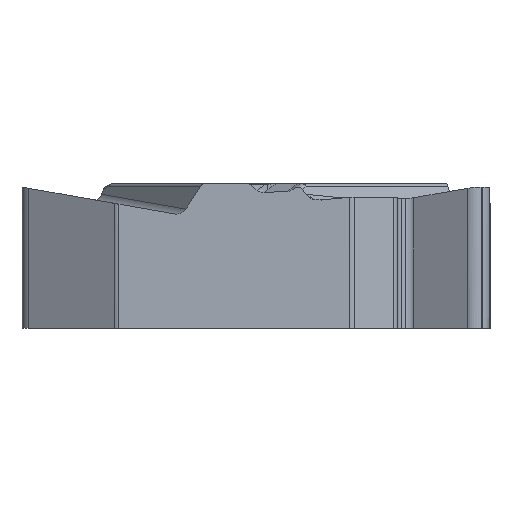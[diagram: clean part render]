
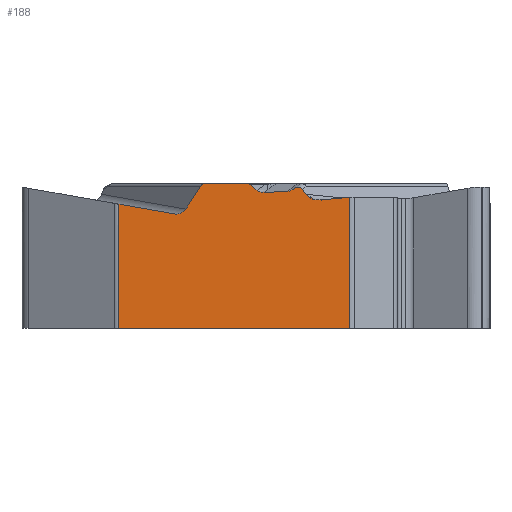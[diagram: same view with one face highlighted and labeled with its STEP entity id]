
A CAD part, left-side view. The second image highlights one B-rep face of the part: STEP entity #188.
In plain terms, the highlighted planar face has unit normal (-1, 0, 0).
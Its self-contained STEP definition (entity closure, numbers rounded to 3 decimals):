
#188=ADVANCED_FACE('',(#338),#300,.F.);
#300=PLANE('',#2084);
#338=FACE_OUTER_BOUND('',#444,.T.);
#444=EDGE_LOOP('',(#899,#900,#901,#902,#903,#904,#905,#906,#907,#908,#909,
#910,#911,#912,#913,#914,#915,#916,#917,#918,#919));
#571=LINE('',#3285,#726);
#572=LINE('',#3288,#727);
#573=LINE('',#3290,#728);
#574=LINE('',#3304,#729);
#575=LINE('',#3335,#730);
#576=LINE('',#3351,#731);
#577=LINE('',#3355,#732);
#578=LINE('',#3359,#733);
#579=LINE('',#3363,#734);
#580=LINE('',#3365,#735);
#726=VECTOR('',#2292,1.);
#727=VECTOR('',#2293,1.);
#728=VECTOR('',#2294,1.);
#729=VECTOR('',#2299,1.);
#730=VECTOR('',#2302,1.);
#731=VECTOR('',#2303,1.);
#732=VECTOR('',#2306,1.);
#733=VECTOR('',#2309,1.);
#734=VECTOR('',#2312,1.);
#735=VECTOR('',#2313,1.);
#899=ORIENTED_EDGE('',*,*,#1681,.T.);
#900=ORIENTED_EDGE('',*,*,#1682,.T.);
#901=ORIENTED_EDGE('',*,*,#1683,.F.);
#902=ORIENTED_EDGE('',*,*,#1684,.T.);
#903=ORIENTED_EDGE('',*,*,#1685,.T.);
#904=ORIENTED_EDGE('',*,*,#1686,.T.);
#905=ORIENTED_EDGE('',*,*,#1687,.F.);
#906=ORIENTED_EDGE('',*,*,#1688,.F.);
#907=ORIENTED_EDGE('',*,*,#1689,.F.);
#908=ORIENTED_EDGE('',*,*,#1690,.F.);
#909=ORIENTED_EDGE('',*,*,#1691,.F.);
#910=ORIENTED_EDGE('',*,*,#1692,.F.);
#911=ORIENTED_EDGE('',*,*,#1693,.F.);
#912=ORIENTED_EDGE('',*,*,#1694,.F.);
#913=ORIENTED_EDGE('',*,*,#1695,.F.);
#914=ORIENTED_EDGE('',*,*,#1696,.F.);
#915=ORIENTED_EDGE('',*,*,#1697,.F.);
#916=ORIENTED_EDGE('',*,*,#1698,.F.);
#917=ORIENTED_EDGE('',*,*,#1699,.T.);
#918=ORIENTED_EDGE('',*,*,#1700,.F.);
#919=ORIENTED_EDGE('',*,*,#1701,.T.);
#1491=VERTEX_POINT('',#3286);
#1492=VERTEX_POINT('',#3287);
#1493=VERTEX_POINT('',#3289);
#1494=VERTEX_POINT('',#3291);
#1495=VERTEX_POINT('',#3293);
#1496=VERTEX_POINT('',#3301);
#1497=VERTEX_POINT('',#3303);
#1498=VERTEX_POINT('',#3305);
#1499=VERTEX_POINT('',#3307);
#1500=VERTEX_POINT('',#3312);
#1501=VERTEX_POINT('',#3320);
#1502=VERTEX_POINT('',#3334);
#1503=VERTEX_POINT('',#3336);
#1504=VERTEX_POINT('',#3350);
#1505=VERTEX_POINT('',#3352);
#1506=VERTEX_POINT('',#3354);
#1507=VERTEX_POINT('',#3356);
#1508=VERTEX_POINT('',#3358);
#1509=VERTEX_POINT('',#3360);
#1510=VERTEX_POINT('',#3362);
#1511=VERTEX_POINT('',#3364);
#1681=EDGE_CURVE('',#1491,#1492,#571,.T.);
#1682=EDGE_CURVE('',#1492,#1493,#572,.T.);
#1683=EDGE_CURVE('',#1494,#1493,#573,.T.);
#1684=EDGE_CURVE('',#1494,#1495,#1963,.T.);
#1685=EDGE_CURVE('',#1495,#1496,#2010,.T.);
#1686=EDGE_CURVE('',#1496,#1497,#1964,.T.);
#1687=EDGE_CURVE('',#1498,#1497,#574,.T.);
#1688=EDGE_CURVE('',#1499,#1498,#1965,.T.);
#1689=EDGE_CURVE('',#1500,#1499,#2011,.T.);
#1690=EDGE_CURVE('',#1501,#1500,#2012,.T.);
#1691=EDGE_CURVE('',#1502,#1501,#2013,.T.);
#1692=EDGE_CURVE('',#1503,#1502,#575,.T.);
#1693=EDGE_CURVE('',#1504,#1503,#2014,.T.);
#1694=EDGE_CURVE('',#1505,#1504,#576,.T.);
#1695=EDGE_CURVE('',#1506,#1505,#1966,.T.);
#1696=EDGE_CURVE('',#1507,#1506,#577,.T.);
#1697=EDGE_CURVE('',#1508,#1507,#1967,.T.);
#1698=EDGE_CURVE('',#1509,#1508,#578,.T.);
#1699=EDGE_CURVE('',#1509,#1510,#1968,.T.);
#1700=EDGE_CURVE('',#1511,#1510,#579,.T.);
#1701=EDGE_CURVE('',#1511,#1491,#580,.T.);
#1963=ELLIPSE('',#2078,0.388,0.3);
#1964=ELLIPSE('',#2079,0.368,0.3);
#1965=ELLIPSE('',#2080,0.175,0.15);
#1966=ELLIPSE('',#2081,0.167,0.15);
#1967=ELLIPSE('',#2082,0.163,0.15);
#1968=ELLIPSE('',#2083,0.322,0.3);
#2010=B_SPLINE_CURVE_WITH_KNOTS('',3,(#3294,#3295,#3296,#3297,#3298,#3299,
#3300),.UNSPECIFIED.,.F.,.F.,(4,3,4),(0.,0.884,1.),
 .UNSPECIFIED.);
#2011=B_SPLINE_CURVE_WITH_KNOTS('',3,(#3308,#3309,#3310,#3311),
 .UNSPECIFIED.,.F.,.F.,(4,4),(0.,1.),.UNSPECIFIED.);
#2012=B_SPLINE_CURVE_WITH_KNOTS('',3,(#3313,#3314,#3315,#3316,#3317,#3318,
#3319),.UNSPECIFIED.,.F.,.F.,(4,3,4),(0.,0.502,1.),
 .UNSPECIFIED.);
#2013=B_SPLINE_CURVE_WITH_KNOTS('',3,(#3321,#3322,#3323,#3324,#3325,#3326,
#3327,#3328,#3329,#3330,#3331,#3332,#3333),.UNSPECIFIED.,.F.,.F.,(4,3,3,
3,4),(0.,0.257,0.514,0.77,1.),
 .UNSPECIFIED.);
#2014=B_SPLINE_CURVE_WITH_KNOTS('',3,(#3337,#3338,#3339,#3340,#3341,#3342,
#3343,#3344,#3345,#3346,#3347,#3348,#3349),.UNSPECIFIED.,.F.,.F.,(4,3,3,
3,4),(0.,0.234,0.468,0.701,1.),
 .UNSPECIFIED.);
#2078=AXIS2_PLACEMENT_3D('',#3292,#2295,#2296);
#2079=AXIS2_PLACEMENT_3D('',#3302,#2297,#2298);
#2080=AXIS2_PLACEMENT_3D('',#3306,#2300,#2301);
#2081=AXIS2_PLACEMENT_3D('',#3353,#2304,#2305);
#2082=AXIS2_PLACEMENT_3D('',#3357,#2307,#2308);
#2083=AXIS2_PLACEMENT_3D('',#3361,#2310,#2311);
#2084=AXIS2_PLACEMENT_3D('',#3366,#2314,#2315);
#2292=DIRECTION('',(0.,-1.,0.));
#2293=DIRECTION('',(0.,0.,1.));
#2294=DIRECTION('',(0.,-0.996,0.088));
#2295=DIRECTION('',(1.,0.,0.));
#2296=DIRECTION('',(0.,0.995,0.099));
#2297=DIRECTION('',(1.,0.,0.));
#2298=DIRECTION('',(0.,-0.996,0.088));
#2299=DIRECTION('',(0.,-0.597,-0.803));
#2300=DIRECTION('',(1.,0.,0.));
#2301=DIRECTION('',(0.,-0.785,0.62));
#2302=DIRECTION('',(0.,-0.999,0.043));
#2303=DIRECTION('',(0.,-0.792,-0.611));
#2304=DIRECTION('',(1.,0.,0.));
#2305=DIRECTION('',(0.,1.,0.));
#2306=DIRECTION('',(0.,-1.,0.));
#2307=DIRECTION('',(1.,0.,0.));
#2308=DIRECTION('',(0.,1.,0.));
#2309=DIRECTION('',(0.,-0.542,0.84));
#2310=DIRECTION('',(1.,0.,0.));
#2311=DIRECTION('',(0.,0.985,0.174));
#2312=DIRECTION('',(0.,-0.985,-0.174));
#2313=DIRECTION('',(0.,0.,-1.));
#2314=DIRECTION('',(1.,0.,0.));
#2315=DIRECTION('',(0.,0.,-1.));
#3285=CARTESIAN_POINT('',(-4.763,-3.173,-3.97));
#3286=CARTESIAN_POINT('',(-4.763,4.175,-3.97));
#3287=CARTESIAN_POINT('',(-4.763,-2.311,-3.97));
#3288=CARTESIAN_POINT('',(-4.763,-2.311,3.1));
#3289=CARTESIAN_POINT('',(-4.763,-2.311,-0.286));
#3290=CARTESIAN_POINT('',(-4.763,3.106,-0.763));
#3291=CARTESIAN_POINT('',(-4.763,-1.475,-0.359));
#3292=CARTESIAN_POINT('',(-4.763,-1.412,-0.06));
#3293=CARTESIAN_POINT('',(-4.763,-1.325,-0.35));
#3294=CARTESIAN_POINT('',(-4.763,-1.325,-0.35));
#3295=CARTESIAN_POINT('',(-4.763,-1.276,-0.339));
#3296=CARTESIAN_POINT('',(-4.763,-1.227,-0.322));
#3297=CARTESIAN_POINT('',(-4.763,-1.183,-0.296));
#3298=CARTESIAN_POINT('',(-4.763,-1.178,-0.293));
#3299=CARTESIAN_POINT('',(-4.763,-1.172,-0.289));
#3300=CARTESIAN_POINT('',(-4.763,-1.166,-0.285));
#3301=CARTESIAN_POINT('',(-4.763,-1.166,-0.285));
#3302=CARTESIAN_POINT('',(-4.763,-1.404,-0.05));
#3303=CARTESIAN_POINT('',(-4.763,-1.089,-0.212));
#3304=CARTESIAN_POINT('',(-4.763,0.53,1.965));
#3305=CARTESIAN_POINT('',(-4.763,-0.975,-0.06));
#3306=CARTESIAN_POINT('',(-4.763,-0.835,-0.166));
#3307=CARTESIAN_POINT('',(-4.763,-0.872,-0.006));
#3308=CARTESIAN_POINT('',(-4.763,-0.857,-0.006));
#3309=CARTESIAN_POINT('',(-4.763,-0.862,-0.006));
#3310=CARTESIAN_POINT('',(-4.763,-0.867,-0.006));
#3311=CARTESIAN_POINT('',(-4.763,-0.872,-0.006));
#3312=CARTESIAN_POINT('',(-4.763,-0.857,-0.006));
#3313=CARTESIAN_POINT('',(-4.762,-0.743,-0.047));
#3314=CARTESIAN_POINT('',(-4.762,-0.759,-0.034));
#3315=CARTESIAN_POINT('',(-4.763,-0.777,-0.024));
#3316=CARTESIAN_POINT('',(-4.763,-0.797,-0.017));
#3317=CARTESIAN_POINT('',(-4.763,-0.816,-0.01));
#3318=CARTESIAN_POINT('',(-4.763,-0.837,-0.006));
#3319=CARTESIAN_POINT('',(-4.763,-0.857,-0.006));
#3320=CARTESIAN_POINT('',(-4.762,-0.743,-0.047));
#3321=CARTESIAN_POINT('',(-4.763,-0.55,-0.122));
#3322=CARTESIAN_POINT('',(-4.763,-0.568,-0.121));
#3323=CARTESIAN_POINT('',(-4.763,-0.586,-0.118));
#3324=CARTESIAN_POINT('',(-4.763,-0.603,-0.115));
#3325=CARTESIAN_POINT('',(-4.763,-0.621,-0.111));
#3326=CARTESIAN_POINT('',(-4.763,-0.638,-0.106));
#3327=CARTESIAN_POINT('',(-4.763,-0.655,-0.099));
#3328=CARTESIAN_POINT('',(-4.763,-0.672,-0.092));
#3329=CARTESIAN_POINT('',(-4.763,-0.688,-0.084));
#3330=CARTESIAN_POINT('',(-4.763,-0.703,-0.075));
#3331=CARTESIAN_POINT('',(-4.763,-0.717,-0.067));
#3332=CARTESIAN_POINT('',(-4.762,-0.731,-0.058));
#3333=CARTESIAN_POINT('',(-4.762,-0.743,-0.047));
#3334=CARTESIAN_POINT('',(-4.763,-0.55,-0.122));
#3335=CARTESIAN_POINT('',(-4.763,-3.173,-0.01));
#3336=CARTESIAN_POINT('',(-4.763,0.098,-0.149));
#3337=CARTESIAN_POINT('',(-4.763,0.297,-0.087));
#3338=CARTESIAN_POINT('',(-4.763,0.284,-0.098));
#3339=CARTESIAN_POINT('',(-4.763,0.269,-0.107));
#3340=CARTESIAN_POINT('',(-4.763,0.255,-0.114));
#3341=CARTESIAN_POINT('',(-4.763,0.24,-0.122));
#3342=CARTESIAN_POINT('',(-4.763,0.225,-0.129));
#3343=CARTESIAN_POINT('',(-4.763,0.209,-0.134));
#3344=CARTESIAN_POINT('',(-4.763,0.194,-0.139));
#3345=CARTESIAN_POINT('',(-4.763,0.177,-0.143));
#3346=CARTESIAN_POINT('',(-4.763,0.161,-0.146));
#3347=CARTESIAN_POINT('',(-4.763,0.14,-0.149));
#3348=CARTESIAN_POINT('',(-4.763,0.119,-0.15));
#3349=CARTESIAN_POINT('',(-4.763,0.098,-0.149));
#3350=CARTESIAN_POINT('',(-4.763,0.297,-0.087));
#3351=CARTESIAN_POINT('',(-4.763,-1.836,-1.733));
#3352=CARTESIAN_POINT('',(-4.763,0.493,0.064));
#3353=CARTESIAN_POINT('',(-4.763,0.601,-0.05));
#3354=CARTESIAN_POINT('',(-4.763,0.601,0.1));
#3355=CARTESIAN_POINT('',(-4.763,-3.173,0.1));
#3356=CARTESIAN_POINT('',(-4.763,1.742,0.1));
#3357=CARTESIAN_POINT('',(-4.763,1.742,-0.05));
#3358=CARTESIAN_POINT('',(-4.763,1.882,0.027));
#3359=CARTESIAN_POINT('',(-4.763,0.409,2.311));
#3360=CARTESIAN_POINT('',(-4.763,2.298,-0.618));
#3361=CARTESIAN_POINT('',(-4.763,2.574,-0.458));
#3362=CARTESIAN_POINT('',(-4.763,2.626,-0.754));
#3363=CARTESIAN_POINT('',(-4.763,-2.869,-1.723));
#3364=CARTESIAN_POINT('',(-4.763,4.175,-0.48));
#3365=CARTESIAN_POINT('',(-4.763,4.175,-5.47));
#3366=CARTESIAN_POINT('',(-4.763,-3.173,0.));
